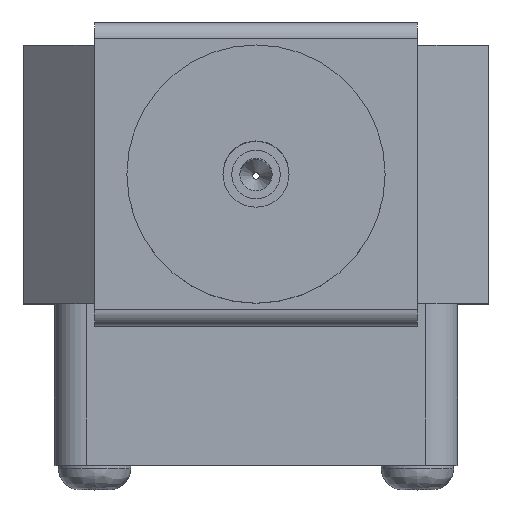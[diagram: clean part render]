
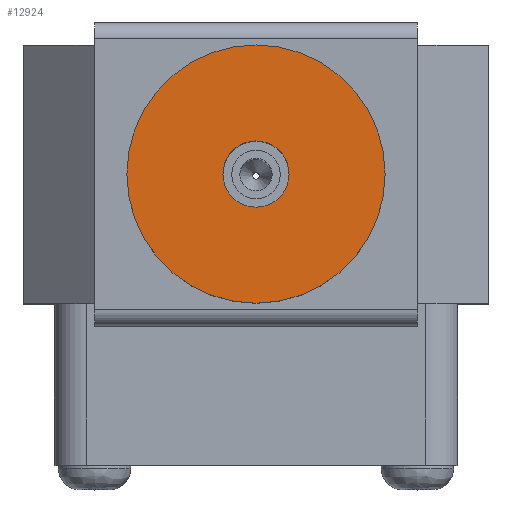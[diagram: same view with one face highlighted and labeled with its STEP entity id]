
A CAD part, top view. The second image highlights one B-rep face of the part: STEP entity #12924.
In plain terms, the highlighted planar face has unit normal (0, 0, 1).
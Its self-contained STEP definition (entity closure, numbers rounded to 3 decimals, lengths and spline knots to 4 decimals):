
#270=FACE_BOUND('',#1869,.T.);
#451=PLANE('',#14096);
#1052=FACE_OUTER_BOUND('',#1868,.T.);
#1868=EDGE_LOOP('',(#10784));
#1869=EDGE_LOOP('',(#10785));
#3210=CIRCLE('',#14097,8.);
#3211=CIRCLE('',#14098,2.05);
#5727=VERTEX_POINT('',#37272);
#5728=VERTEX_POINT('',#37274);
#7515=EDGE_CURVE('',#5727,#5727,#3210,.T.);
#7516=EDGE_CURVE('',#5728,#5728,#3211,.T.);
#10784=ORIENTED_EDGE('',*,*,#7515,.T.);
#10785=ORIENTED_EDGE('',*,*,#7516,.T.);
#12924=ADVANCED_FACE('',(#1052,#270),#451,.T.);
#14096=AXIS2_PLACEMENT_3D('',#37271,#16648,#16649);
#14097=AXIS2_PLACEMENT_3D('',#37273,#16650,#16651);
#14098=AXIS2_PLACEMENT_3D('',#37275,#16652,#16653);
#16648=DIRECTION('center_axis',(0.,0.,1.));
#16649=DIRECTION('ref_axis',(-1.,0.,0.));
#16650=DIRECTION('center_axis',(0.,0.,1.));
#16651=DIRECTION('ref_axis',(-1.,0.,0.));
#16652=DIRECTION('center_axis',(0.,0.,-1.));
#16653=DIRECTION('ref_axis',(-1.,0.,0.));
#37271=CARTESIAN_POINT('Origin',(0.,0.,45.5));
#37272=CARTESIAN_POINT('',(8.,0.,45.5));
#37273=CARTESIAN_POINT('Origin',(0.,0.,45.5));
#37274=CARTESIAN_POINT('',(2.05,0.,45.5));
#37275=CARTESIAN_POINT('Origin',(0.,0.,45.5));
